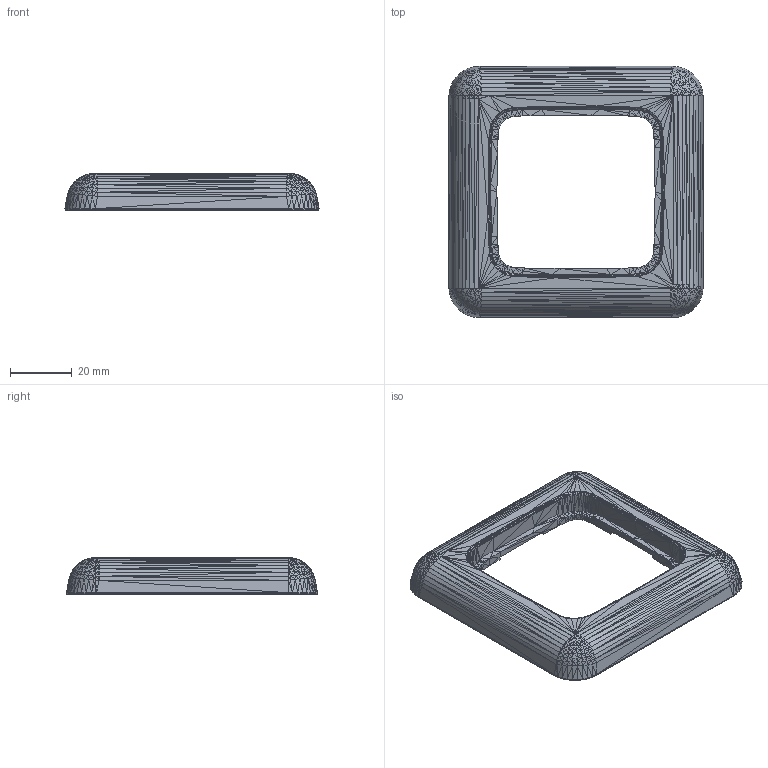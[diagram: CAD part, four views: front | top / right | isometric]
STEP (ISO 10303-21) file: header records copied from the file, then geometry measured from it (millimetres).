
FILE_DESCRIPTION(/* description */ (''),/* implementation_level */ '2;1');
FILE_NAME(/* name */ 'reflexSI.step',/* time_stamp */ '2022-10-14T22:38:31+02:00',/* author */ (''),/* organization */ (''),/* preprocessor_version */ 'ST-DEVELOPER v19',/* originating_system */ 'Autodesk Translation Framework v11.7.0.108',/* authorisation */ '');
FILE_SCHEMA (('AUTOMOTIVE_DESIGN { 1 0 10303 214 3 1 1 }'));
Length unit declared in the file: millimetre
Products named in the file (1): (Nicht gespeichert)
Bounding box: 82.43 x 81.43 x 12 mm (x, y, z)
Volume: 31174 mm3; surface area: 13126.8 mm2
Topology: 1 solids, 1 shells, 2882 faces, 4323 edges, 1441 vertices
Faces by surface type: plane 2882
Entity records: 56240 total; most frequent: DIRECTION 10089, CARTESIAN_POINT 8647, ORIENTED_EDGE 8646, LINE 4323, VECTOR 4323, EDGE_CURVE 4323, AXIS2_PLACEMENT_3D 2883, FACE_OUTER_BOUND 2882
